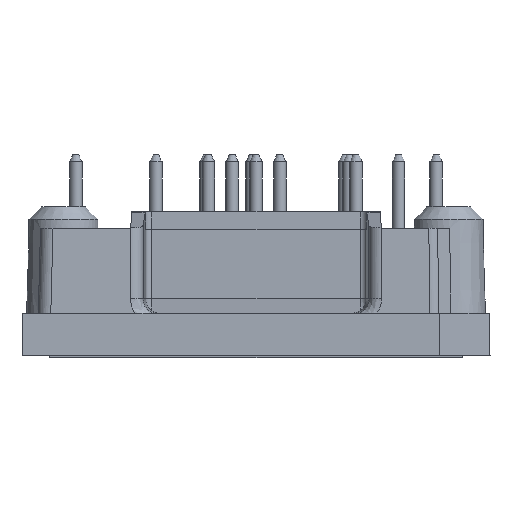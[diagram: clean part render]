
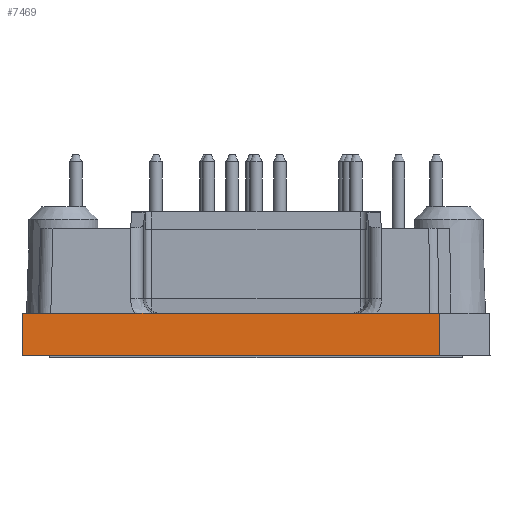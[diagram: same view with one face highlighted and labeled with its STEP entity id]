
A CAD part, left-side view. The second image highlights one B-rep face of the part: STEP entity #7469.
In plain terms, the highlighted planar face has unit normal (-1, 0, 0.018).
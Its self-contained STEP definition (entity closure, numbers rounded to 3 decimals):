
#373=LINE('',#11131,#697);
#394=LINE('',#11234,#718);
#403=LINE('',#11245,#727);
#404=LINE('',#11247,#728);
#697=VECTOR('',#9347,1000.);
#718=VECTOR('',#9454,1000.);
#727=VECTOR('',#9467,1000.);
#728=VECTOR('',#9468,1000.);
#985=PLANE('',#8089);
#1924=ORIENTED_EDGE('',*,*,#2788,.F.);
#1925=ORIENTED_EDGE('',*,*,#2844,.T.);
#1926=ORIENTED_EDGE('',*,*,#2853,.T.);
#1927=ORIENTED_EDGE('',*,*,#2854,.F.);
#2788=EDGE_CURVE('',#3313,#3315,#373,.T.);
#2844=EDGE_CURVE('',#3313,#3353,#394,.T.);
#2853=EDGE_CURVE('',#3353,#3354,#403,.T.);
#2854=EDGE_CURVE('',#3315,#3354,#404,.T.);
#3313=VERTEX_POINT('',#11129);
#3315=VERTEX_POINT('',#11132);
#3353=VERTEX_POINT('',#11233);
#3354=VERTEX_POINT('',#11246);
#3999=EDGE_LOOP('',(#1924,#1925,#1926,#1927));
#4547=FACE_BOUND('',#3999,.T.);
#7469=ADVANCED_FACE('',(#4547),#985,.T.);
#8089=AXIS2_PLACEMENT_3D('',#11244,#9465,#9466);
#9347=DIRECTION('',(-0.017,-0.007,-1.));
#9454=DIRECTION('',(0.,1.,0.));
#9465=DIRECTION('',(-1.,0.,0.017));
#9466=DIRECTION('',(0.017,0.,1.));
#9467=DIRECTION('',(-0.017,0.017,-1.));
#9468=DIRECTION('',(0.,1.,0.));
#11129=CARTESIAN_POINT('',(-40.941,-14.675,3.4));
#11131=CARTESIAN_POINT('',(-40.998,-14.699,0.134));
#11132=CARTESIAN_POINT('',(-41.,-14.7,0.));
#11233=CARTESIAN_POINT('',(-40.941,18.641,3.4));
#11234=CARTESIAN_POINT('',(-40.941,0.,3.4));
#11244=CARTESIAN_POINT('',(-41.,0.,0.));
#11245=CARTESIAN_POINT('',(-40.994,18.694,0.326));
#11246=CARTESIAN_POINT('',(-41.,18.7,0.));
#11247=CARTESIAN_POINT('',(-41.,0.,0.));
